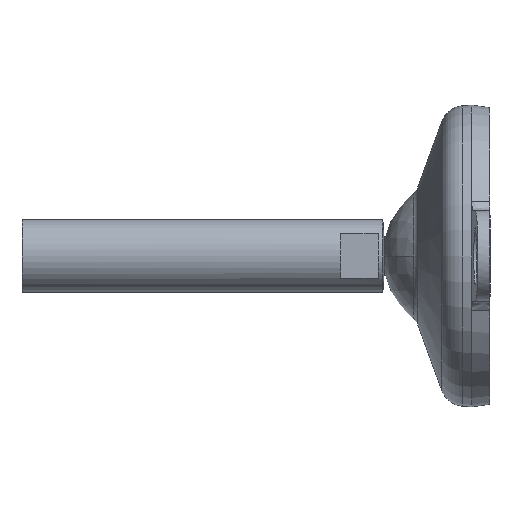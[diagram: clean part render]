
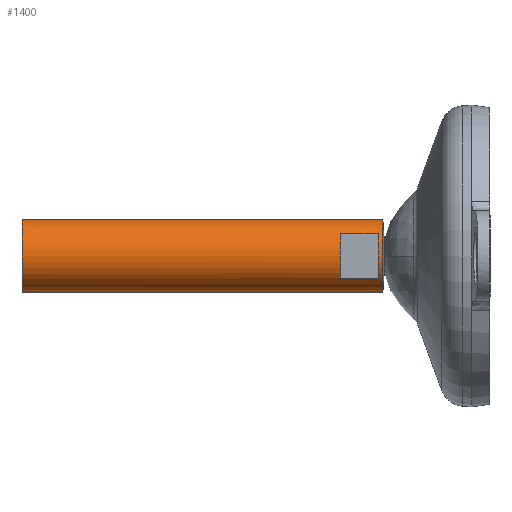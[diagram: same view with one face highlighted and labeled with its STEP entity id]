
A CAD part, left-side view. The second image highlights one B-rep face of the part: STEP entity #1400.
In plain terms, the highlighted cylindrical face has radius 12 mm (diameter 24 mm), a partial arc.
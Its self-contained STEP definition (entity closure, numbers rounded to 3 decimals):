
#5 = FACE_OUTER_BOUND ( 'NONE', #7, .T. ) ;
#7 = EDGE_LOOP ( 'NONE', ( #1411, #1107, #404, #1141 ) ) ;
#43 = CARTESIAN_POINT ( 'NONE',  ( 0., 37., 0. ) ) ;
#49 = CARTESIAN_POINT ( 'NONE',  ( -9.5, 37., 7.331 ) ) ;
#53 = VERTEX_POINT ( 'NONE', #172 ) ;
#74 = VERTEX_POINT ( 'NONE', #49 ) ;
#89 = CARTESIAN_POINT ( 'NONE',  ( 0., 49.5, 0. ) ) ;
#95 = EDGE_CURVE ( 'NONE', #1070, #53, #1539, .T. ) ;
#97 = DIRECTION ( 'NONE',  ( 0., 1., 0. ) ) ;
#120 = CARTESIAN_POINT ( 'NONE',  ( 0., 35.5, -12. ) ) ;
#160 = LINE ( 'NONE', #1093, #780 ) ;
#172 = CARTESIAN_POINT ( 'NONE',  ( -9.5, 49.5, -7.331 ) ) ;
#176 = CARTESIAN_POINT ( 'NONE',  ( 0., 155., 12. ) ) ;
#183 = AXIS2_PLACEMENT_3D ( 'NONE', #320, #213, #457 ) ;
#186 = CIRCLE ( 'NONE', #1379, 12. ) ;
#212 = CARTESIAN_POINT ( 'NONE',  ( -9.5, 0., -7.331 ) ) ;
#213 = DIRECTION ( 'NONE',  ( 0., -1., 0. ) ) ;
#214 = CARTESIAN_POINT ( 'NONE',  ( 0., 0., -12. ) ) ;
#291 = CARTESIAN_POINT ( 'NONE',  ( 0., 35.5, 12. ) ) ;
#317 = EDGE_CURVE ( 'NONE', #356, #900, #1505, .T. ) ;
#320 = CARTESIAN_POINT ( 'NONE',  ( 0., 155., 0. ) ) ;
#338 = DIRECTION ( 'NONE',  ( 0., -1., 0. ) ) ;
#344 = CARTESIAN_POINT ( 'NONE',  ( -9.5, 0., 7.331 ) ) ;
#356 = VERTEX_POINT ( 'NONE', #291 ) ;
#362 = ORIENTED_EDGE ( 'NONE', *, *, #882, .T. ) ;
#372 = AXIS2_PLACEMENT_3D ( 'NONE', #1003, #1132, #759 ) ;
#404 = ORIENTED_EDGE ( 'NONE', *, *, #840, .T. ) ;
#428 = EDGE_CURVE ( 'NONE', #53, #929, #1378, .T. ) ;
#457 = DIRECTION ( 'NONE',  ( 0., 0., -1. ) ) ;
#469 = DIRECTION ( 'NONE',  ( 0., -1., 0. ) ) ;
#502 = CYLINDRICAL_SURFACE ( 'NONE', #1506, 12. ) ;
#520 = EDGE_LOOP ( 'NONE', ( #973, #1528, #362, #1049 ) ) ;
#558 = DIRECTION ( 'NONE',  ( 0., 1., 0. ) ) ;
#575 = VECTOR ( 'NONE', #338, 1000. ) ;
#625 = AXIS2_PLACEMENT_3D ( 'NONE', #89, #558, #1397 ) ;
#649 = VERTEX_POINT ( 'NONE', #176 ) ;
#732 = DIRECTION ( 'NONE',  ( 0., 0., -1. ) ) ;
#743 = DIRECTION ( 'NONE',  ( 0., -1., 0. ) ) ;
#759 = DIRECTION ( 'NONE',  ( 0., 0., -1. ) ) ;
#780 = VECTOR ( 'NONE', #859, 1000. ) ;
#840 = EDGE_CURVE ( 'NONE', #1270, #900, #1410, .T. ) ;
#859 = DIRECTION ( 'NONE',  ( 0., -1., 0. ) ) ;
#882 = EDGE_CURVE ( 'NONE', #929, #74, #1292, .T. ) ;
#900 = VERTEX_POINT ( 'NONE', #120 ) ;
#928 = EDGE_CURVE ( 'NONE', #74, #1070, #186, .T. ) ;
#929 = VERTEX_POINT ( 'NONE', #1441 ) ;
#973 = ORIENTED_EDGE ( 'NONE', *, *, #95, .T. ) ;
#974 = EDGE_CURVE ( 'NONE', #649, #356, #160, .T. ) ;
#989 = CIRCLE ( 'NONE', #183, 12. ) ;
#1003 = CARTESIAN_POINT ( 'NONE',  ( 0., 35.5, 0. ) ) ;
#1049 = ORIENTED_EDGE ( 'NONE', *, *, #928, .T. ) ;
#1070 = VERTEX_POINT ( 'NONE', #1215 ) ;
#1075 = CARTESIAN_POINT ( 'NONE',  ( 0., 0., 0. ) ) ;
#1093 = CARTESIAN_POINT ( 'NONE',  ( 0., 0., 12. ) ) ;
#1107 = ORIENTED_EDGE ( 'NONE', *, *, #1303, .T. ) ;
#1132 = DIRECTION ( 'NONE',  ( 0., -1., 0. ) ) ;
#1141 = ORIENTED_EDGE ( 'NONE', *, *, #317, .F. ) ;
#1167 = CARTESIAN_POINT ( 'NONE',  ( 0., 155., -12. ) ) ;
#1215 = CARTESIAN_POINT ( 'NONE',  ( -9.5, 37., -7.331 ) ) ;
#1270 = VERTEX_POINT ( 'NONE', #1167 ) ;
#1292 = LINE ( 'NONE', #344, #1529 ) ;
#1296 = DIRECTION ( 'NONE',  ( 0., -1., 0. ) ) ;
#1303 = EDGE_CURVE ( 'NONE', #649, #1270, #989, .T. ) ;
#1312 = FACE_BOUND ( 'NONE', #520, .T. ) ;
#1318 = DIRECTION ( 'NONE',  ( 0., 0., -1. ) ) ;
#1378 = CIRCLE ( 'NONE', #625, 12. ) ;
#1379 = AXIS2_PLACEMENT_3D ( 'NONE', #43, #743, #732 ) ;
#1397 = DIRECTION ( 'NONE',  ( 0., 0., 1. ) ) ;
#1400 = ADVANCED_FACE ( 'NONE', ( #5, #1312 ), #502, .T. ) ;
#1402 = VECTOR ( 'NONE', #97, 1000. ) ;
#1410 = LINE ( 'NONE', #214, #575 ) ;
#1411 = ORIENTED_EDGE ( 'NONE', *, *, #974, .F. ) ;
#1441 = CARTESIAN_POINT ( 'NONE',  ( -9.5, 49.5, 7.331 ) ) ;
#1505 = CIRCLE ( 'NONE', #372, 12. ) ;
#1506 = AXIS2_PLACEMENT_3D ( 'NONE', #1075, #469, #1318 ) ;
#1528 = ORIENTED_EDGE ( 'NONE', *, *, #428, .T. ) ;
#1529 = VECTOR ( 'NONE', #1296, 1000. ) ;
#1539 = LINE ( 'NONE', #212, #1402 ) ;
